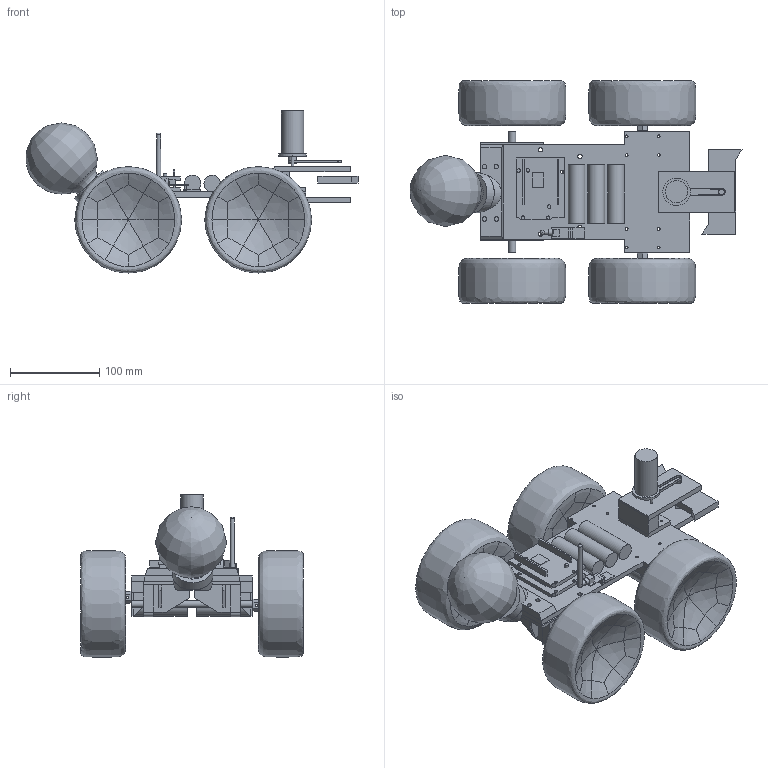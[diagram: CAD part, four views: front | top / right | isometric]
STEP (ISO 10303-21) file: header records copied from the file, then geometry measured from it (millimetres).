
FILE_DESCRIPTION(/* description */ (''),/* implementation_level */ '2;1');
FILE_NAME(/* name */ 'ASSEMB~2',/* time_stamp */ '2023-09-29T19:17:54+03:00',/* author */ (''),/* organization */ (''),/* preprocessor_version */ 'ST-DEVELOPER v16.5',/* originating_system */ '',/* authorisation */ '');
FILE_SCHEMA (('CONFIG_CONTROL_DESIGN'));
Length unit declared in the file: millimetre
Products named in the file (1): Document
Bounding box: 372.86 x 249.98 x 182.04 mm (x, y, z)
Volume: 2716133.2 mm3; surface area: 403732.1 mm2
Topology: 44 solids, 47 shells, 648 faces, 1536 edges, 993 vertices
Faces by surface type: plane 372, bspline 190, cylinder 86
Full cylindrical faces by diameter (mm): 3 x24, 3.787 x2, 3.794 x2, 3.835 x2, 3.853 x2, 4 x2, 5 x13, 7 x5, 7.144 x2, 8 x3, 9.116 x1, 14 x2, 18 x2, 18.637 x3, 20 x2, 22.3 x2, 25 x3, 30 x1, 34 x1, 45.145 x1
Entity records: 29055 total; most frequent: CARTESIAN_POINT 18268, ORIENTED_EDGE 3033, EDGE_CURVE 1520, B_SPLINE_CURVE_WITH_KNOTS 1221, VERTEX_POINT 976, EDGE_LOOP 822, ADVANCED_FACE 648, FACE_OUTER_BOUND 648
